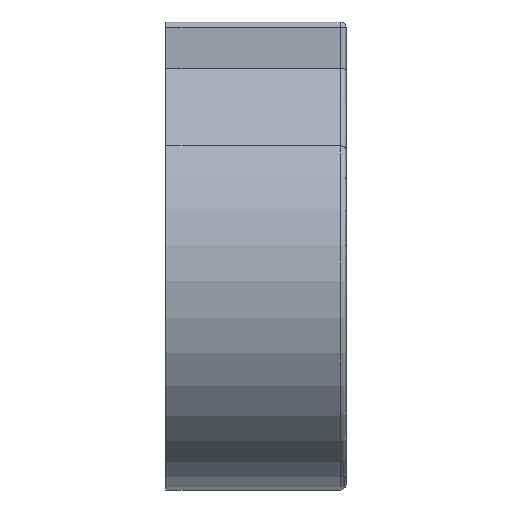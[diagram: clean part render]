
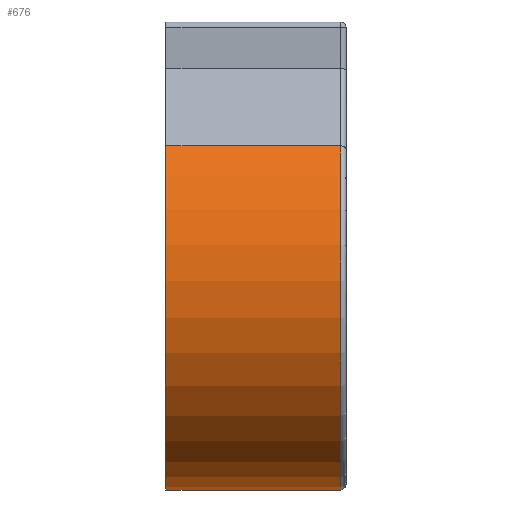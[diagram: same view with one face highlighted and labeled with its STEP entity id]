
A CAD part, left-side view. The second image highlights one B-rep face of the part: STEP entity #676.
In plain terms, the highlighted cylindrical face has radius 11.586 mm (diameter 23.172 mm), a partial arc.
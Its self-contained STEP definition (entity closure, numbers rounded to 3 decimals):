
#84 = DIRECTION ( 'NONE',  ( 0., 0., 1. ) ) ;
#329 = AXIS2_PLACEMENT_3D ( 'NONE', #1621, #583, #84 ) ;
#438 = DIRECTION ( 'NONE',  ( 0., -1., 0. ) ) ;
#522 = CARTESIAN_POINT ( 'NONE',  ( 0., 8.9, 0. ) ) ;
#560 = VERTEX_POINT ( 'NONE', #627 ) ;
#583 = DIRECTION ( 'NONE',  ( 0., 1., 0. ) ) ;
#609 = ORIENTED_EDGE ( 'NONE', *, *, #1135, .T. ) ;
#627 = CARTESIAN_POINT ( 'NONE',  ( -8.977, 8.9, 7.324 ) ) ;
#629 = VERTEX_POINT ( 'NONE', #1717 ) ;
#676 = ADVANCED_FACE ( 'NONE', ( #2052 ), #999, .T. ) ;
#733 = VECTOR ( 'NONE', #438, 1000. ) ;
#808 = DIRECTION ( 'NONE',  ( 0., 1., 0. ) ) ;
#844 = DIRECTION ( 'NONE',  ( 0., -1., 0. ) ) ;
#850 = VERTEX_POINT ( 'NONE', #1729 ) ;
#993 = CARTESIAN_POINT ( 'NONE',  ( -8.977, 8.9, 7.324 ) ) ;
#999 = CYLINDRICAL_SURFACE ( 'NONE', #2147, 11.586 ) ;
#1135 = EDGE_CURVE ( 'NONE', #629, #1678, #1186, .T. ) ;
#1186 = CIRCLE ( 'NONE', #2051, 11.586 ) ;
#1257 = ORIENTED_EDGE ( 'NONE', *, *, #1590, .F. ) ;
#1314 = DIRECTION ( 'NONE',  ( 0., 0., 1. ) ) ;
#1322 = CARTESIAN_POINT ( 'NONE',  ( 0., -0.7, 0. ) ) ;
#1590 = EDGE_CURVE ( 'NONE', #560, #1678, #2221, .T. ) ;
#1621 = CARTESIAN_POINT ( 'NONE',  ( 0., 8.9, 0. ) ) ;
#1678 = VERTEX_POINT ( 'NONE', #2035 ) ;
#1706 = VECTOR ( 'NONE', #2205, 1000. ) ;
#1717 = CARTESIAN_POINT ( 'NONE',  ( 0., -0.7, -11.586 ) ) ;
#1729 = CARTESIAN_POINT ( 'NONE',  ( 0., 8.9, -11.586 ) ) ;
#1745 = EDGE_LOOP ( 'NONE', ( #2095, #2233, #609, #1257 ) ) ;
#1896 = CIRCLE ( 'NONE', #329, 11.586 ) ;
#1912 = EDGE_CURVE ( 'NONE', #850, #629, #2219, .T. ) ;
#2035 = CARTESIAN_POINT ( 'NONE',  ( -8.977, -0.7, 7.324 ) ) ;
#2038 = CARTESIAN_POINT ( 'NONE',  ( 0., 8.9, -11.586 ) ) ;
#2051 = AXIS2_PLACEMENT_3D ( 'NONE', #1322, #808, #1314 ) ;
#2052 = FACE_OUTER_BOUND ( 'NONE', #1745, .T. ) ;
#2075 = DIRECTION ( 'NONE',  ( 0., 0., -1. ) ) ;
#2095 = ORIENTED_EDGE ( 'NONE', *, *, #2213, .F. ) ;
#2147 = AXIS2_PLACEMENT_3D ( 'NONE', #522, #844, #2075 ) ;
#2205 = DIRECTION ( 'NONE',  ( 0., -1., 0. ) ) ;
#2213 = EDGE_CURVE ( 'NONE', #850, #560, #1896, .T. ) ;
#2219 = LINE ( 'NONE', #2038, #1706 ) ;
#2221 = LINE ( 'NONE', #993, #733 ) ;
#2233 = ORIENTED_EDGE ( 'NONE', *, *, #1912, .T. ) ;
